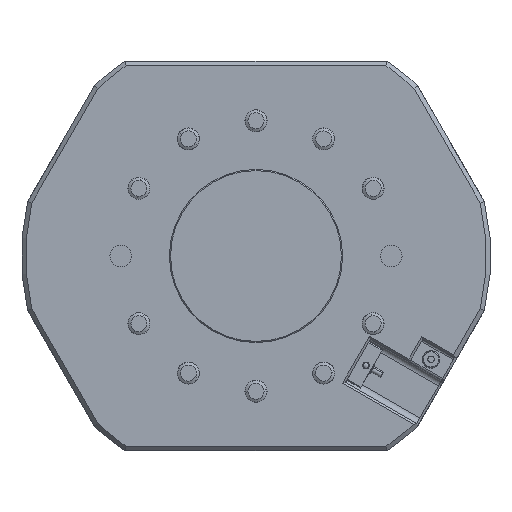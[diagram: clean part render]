
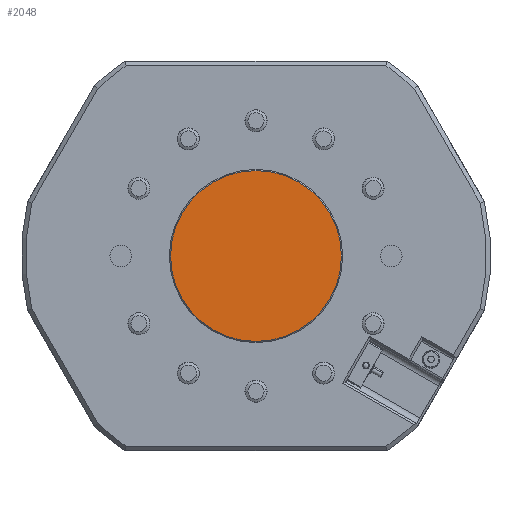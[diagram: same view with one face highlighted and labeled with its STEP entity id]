
A CAD part, front view. The second image highlights one B-rep face of the part: STEP entity #2048.
In plain terms, the highlighted planar face has unit normal (0, -1, 0).
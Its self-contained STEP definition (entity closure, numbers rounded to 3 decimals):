
#2048 = ADVANCED_FACE ( 'NONE', ( #19693 ), #31190, .T. ) ;
#2453 = AXIS2_PLACEMENT_3D ( 'NONE', #7615, #30430, #38039 ) ;
#5131 = AXIS2_PLACEMENT_3D ( 'NONE', #44162, #48197, #25090 ) ;
#7615 = CARTESIAN_POINT ( 'NONE',  ( 0., -3.8, 0. ) ) ;
#19693 = FACE_OUTER_BOUND ( 'NONE', #45985, .T. ) ;
#24867 = EDGE_CURVE ( 'NONE', #34516, #25217, #45456, .T. ) ;
#25090 = DIRECTION ( 'NONE',  ( 0., 0., -1. ) ) ;
#25217 = VERTEX_POINT ( 'NONE', #32981 ) ;
#29798 = CIRCLE ( 'NONE', #2453, 39.5 ) ;
#30407 = ORIENTED_EDGE ( 'NONE', *, *, #24867, .T. ) ;
#30430 = DIRECTION ( 'NONE',  ( 0., -1., 0. ) ) ;
#31190 = PLANE ( 'NONE',  #5131 ) ;
#32297 = AXIS2_PLACEMENT_3D ( 'NONE', #47014, #38930, #35390 ) ;
#32981 = CARTESIAN_POINT ( 'NONE',  ( 0., -3.8, 39.5 ) ) ;
#34516 = VERTEX_POINT ( 'NONE', #35107 ) ;
#35107 = CARTESIAN_POINT ( 'NONE',  ( 0., -3.8, -39.5 ) ) ;
#35390 = DIRECTION ( 'NONE',  ( 0., 0., -1. ) ) ;
#38039 = DIRECTION ( 'NONE',  ( 0., 0., -1. ) ) ;
#38930 = DIRECTION ( 'NONE',  ( 0., -1., 0. ) ) ;
#43809 = ORIENTED_EDGE ( 'NONE', *, *, #48079, .T. ) ;
#44162 = CARTESIAN_POINT ( 'NONE',  ( 0., -3.8, 0. ) ) ;
#45456 = CIRCLE ( 'NONE', #32297, 39.5 ) ;
#45985 = EDGE_LOOP ( 'NONE', ( #43809, #30407 ) ) ;
#47014 = CARTESIAN_POINT ( 'NONE',  ( 0., -3.8, 0. ) ) ;
#48079 = EDGE_CURVE ( 'NONE', #25217, #34516, #29798, .T. ) ;
#48197 = DIRECTION ( 'NONE',  ( 0., -1., 0. ) ) ;
